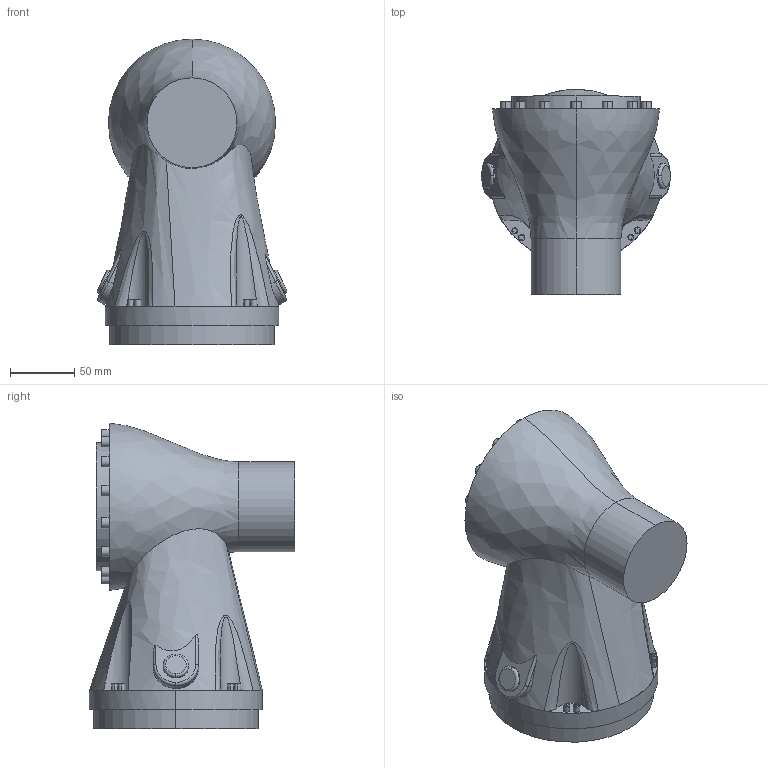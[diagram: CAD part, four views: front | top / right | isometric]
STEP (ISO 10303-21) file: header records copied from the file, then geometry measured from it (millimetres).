
FILE_DESCRIPTION (( 'STEP AP203' ), '1' );
FILE_NAME ('wrist support_Default_sldprt.STEP', '2020-05-15T02:53:16', ( '' ), ( '' ), 'SwSTEP 2.0', 'SolidWorks 2018', '' );
FILE_SCHEMA (( 'CONFIG_CONTROL_DESIGN' ));
Length unit declared in the file: millimetre
Products named in the file (1): wrist support_Default_sldprt
Bounding box: 147.46 x 160.1 x 238.11 mm (x, y, z)
Surface area: 141791.5 mm2 (no closed solid volume)
Topology: 0 solids, 2 shells, 280 faces, 678 edges, 451 vertices
Faces by surface type: plane 195, cylinder 69, bspline 9, torus 7
Entity records: 11424 total; most frequent: CARTESIAN_POINT 4782, ORIENTED_EDGE 1354, DIRECTION 1301, EDGE_CURVE 678, LINE 467, VECTOR 467, VERTEX_POINT 451, AXIS2_PLACEMENT_3D 417
